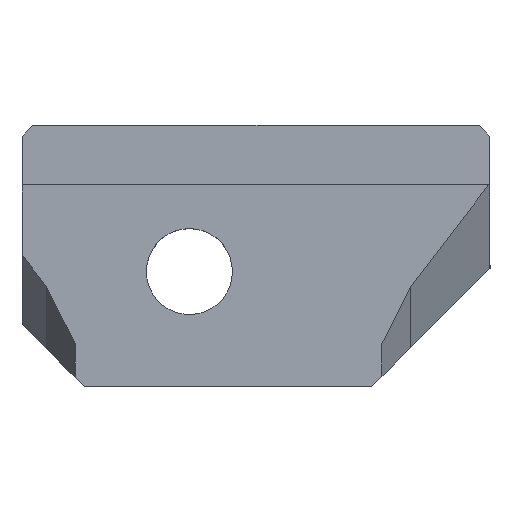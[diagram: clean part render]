
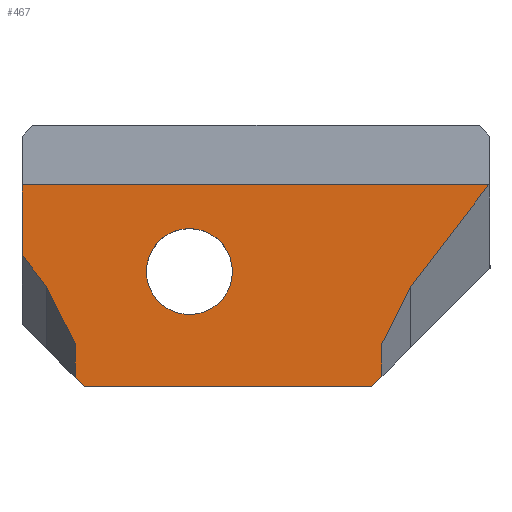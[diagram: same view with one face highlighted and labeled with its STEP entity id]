
A CAD part, top view. The second image highlights one B-rep face of the part: STEP entity #467.
In plain terms, the highlighted planar face has unit normal (0, 0, 1).
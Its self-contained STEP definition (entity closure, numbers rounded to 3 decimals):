
#16=FACE_BOUND('',#54,.T.);
#18=CIRCLE('',#507,1.6);
#28=FACE_OUTER_BOUND('',#53,.T.);
#53=EDGE_LOOP('',(#348,#349,#350,#351,#352,#353,#354,#355,#356,#357,#358));
#54=EDGE_LOOP('',(#359));
#80=LINE('',#664,#143);
#98=LINE('',#700,#161);
#102=LINE('',#707,#165);
#103=LINE('',#710,#166);
#104=LINE('',#712,#167);
#105=LINE('',#714,#168);
#106=LINE('',#716,#169);
#107=LINE('',#718,#170);
#108=LINE('',#719,#171);
#109=LINE('',#721,#172);
#110=LINE('',#722,#173);
#143=VECTOR('',#539,10.);
#161=VECTOR('',#567,10.);
#165=VECTOR('',#573,10.);
#166=VECTOR('',#576,10.);
#167=VECTOR('',#577,10.);
#168=VECTOR('',#578,10.);
#169=VECTOR('',#579,10.);
#170=VECTOR('',#580,10.);
#171=VECTOR('',#581,10.);
#172=VECTOR('',#582,10.);
#173=VECTOR('',#583,10.);
#205=VERTEX_POINT('',#661);
#206=VERTEX_POINT('',#663);
#218=VERTEX_POINT('',#697);
#219=VERTEX_POINT('',#699);
#221=VERTEX_POINT('',#705);
#222=VERTEX_POINT('',#709);
#223=VERTEX_POINT('',#711);
#224=VERTEX_POINT('',#713);
#225=VERTEX_POINT('',#715);
#226=VERTEX_POINT('',#717);
#227=VERTEX_POINT('',#720);
#228=VERTEX_POINT('',#723);
#248=EDGE_CURVE('',#205,#206,#80,.T.);
#266=EDGE_CURVE('',#219,#218,#98,.T.);
#270=EDGE_CURVE('',#221,#218,#102,.T.);
#271=EDGE_CURVE('',#222,#221,#103,.T.);
#272=EDGE_CURVE('',#222,#223,#104,.F.);
#273=EDGE_CURVE('',#223,#224,#105,.F.);
#274=EDGE_CURVE('',#224,#225,#106,.F.);
#275=EDGE_CURVE('',#226,#225,#107,.T.);
#276=EDGE_CURVE('',#226,#206,#108,.T.);
#277=EDGE_CURVE('',#205,#227,#109,.F.);
#278=EDGE_CURVE('',#227,#219,#110,.F.);
#279=EDGE_CURVE('',#228,#228,#18,.T.);
#348=ORIENTED_EDGE('',*,*,#266,.T.);
#349=ORIENTED_EDGE('',*,*,#270,.F.);
#350=ORIENTED_EDGE('',*,*,#271,.F.);
#351=ORIENTED_EDGE('',*,*,#272,.T.);
#352=ORIENTED_EDGE('',*,*,#273,.T.);
#353=ORIENTED_EDGE('',*,*,#274,.T.);
#354=ORIENTED_EDGE('',*,*,#275,.F.);
#355=ORIENTED_EDGE('',*,*,#276,.T.);
#356=ORIENTED_EDGE('',*,*,#248,.F.);
#357=ORIENTED_EDGE('',*,*,#277,.T.);
#358=ORIENTED_EDGE('',*,*,#278,.T.);
#359=ORIENTED_EDGE('',*,*,#279,.F.);
#443=PLANE('',#506);
#467=ADVANCED_FACE('',(#28,#16),#443,.F.);
#506=AXIS2_PLACEMENT_3D('',#708,#574,#575);
#507=AXIS2_PLACEMENT_3D('',#724,#584,#585);
#539=DIRECTION('',(-0.707,-0.707,0.));
#567=DIRECTION('',(0.609,0.793,0.));
#573=DIRECTION('',(1.,0.,0.));
#574=DIRECTION('center_axis',(0.,0.,
-1.));
#575=DIRECTION('ref_axis',(1.,0.,0.));
#576=DIRECTION('',(0.,1.,0.));
#577=DIRECTION('',(-0.609,0.793,0.));
#578=DIRECTION('',(-0.45,0.893,0.));
#579=DIRECTION('',(0.,1.,0.));
#580=DIRECTION('',(-0.707,0.707,0.));
#581=DIRECTION('',(1.,0.,0.));
#582=DIRECTION('',(0.,-1.,0.));
#583=DIRECTION('',(-0.45,-0.893,0.));
#584=DIRECTION('center_axis',(0.,0.,
1.));
#585=DIRECTION('ref_axis',(1.,0.,0.));
#661=CARTESIAN_POINT('',(5.71,29.422,28.996));
#663=CARTESIAN_POINT('',(5.332,29.044,28.996));
#664=CARTESIAN_POINT('',(12.832,36.544,28.996));
#697=CARTESIAN_POINT('',(9.68,36.544,28.996));
#699=CARTESIAN_POINT('',(6.783,32.769,28.996));
#700=CARTESIAN_POINT('',(5.917,31.64,28.996));
#705=CARTESIAN_POINT('',(-7.686,36.544,28.996));
#707=CARTESIAN_POINT('',(12.046,36.544,28.996));
#708=CARTESIAN_POINT('Origin',(2.573,32.647,28.996));
#709=CARTESIAN_POINT('',(-7.686,33.947,28.996));
#710=CARTESIAN_POINT('',(-7.686,31.357,28.996));
#711=CARTESIAN_POINT('',(-6.783,32.769,28.996));
#712=CARTESIAN_POINT('',(-4.963,30.398,28.996));
#713=CARTESIAN_POINT('',(-5.71,30.643,28.996));
#714=CARTESIAN_POINT('',(-5.395,30.019,28.996));
#715=CARTESIAN_POINT('',(-5.71,29.381,28.996));
#716=CARTESIAN_POINT('',(-5.71,29.12,28.996));
#717=CARTESIAN_POINT('',(-5.373,29.044,28.996));
#718=CARTESIAN_POINT('',(-0.02,23.691,28.996));
#719=CARTESIAN_POINT('',(2.702,29.044,28.996));
#720=CARTESIAN_POINT('',(5.71,30.643,28.996));
#721=CARTESIAN_POINT('',(5.71,28.845,28.996));
#722=CARTESIAN_POINT('',(5.446,30.119,28.996));
#723=CARTESIAN_POINT('',(-3.056,33.32,28.996));
#724=CARTESIAN_POINT('Origin',(-1.456,33.32,28.996));
